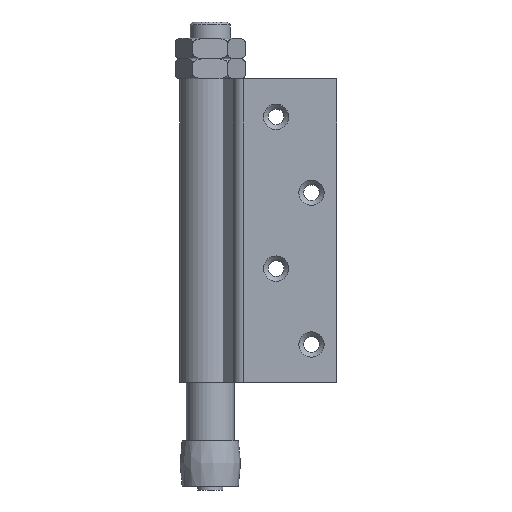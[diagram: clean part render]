
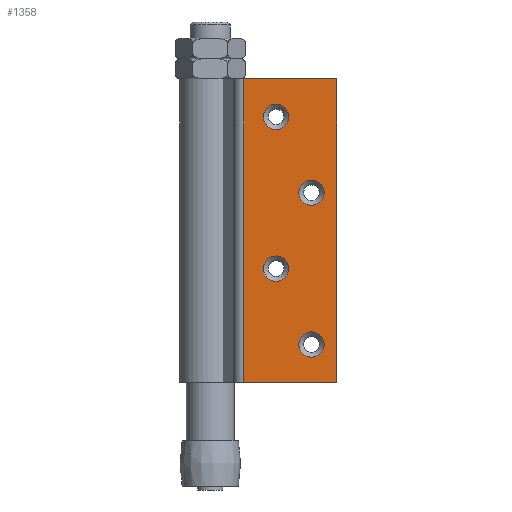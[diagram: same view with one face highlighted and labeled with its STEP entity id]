
A CAD part, front view. The second image highlights one B-rep face of the part: STEP entity #1358.
In plain terms, the highlighted planar face has unit normal (0, -1, 0).
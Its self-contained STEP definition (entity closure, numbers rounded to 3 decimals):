
#91=FACE_BOUND('',#479,.T.);
#92=FACE_BOUND('',#480,.T.);
#93=FACE_BOUND('',#481,.T.);
#94=FACE_BOUND('',#482,.T.);
#186=LINE('',#2777,#269);
#193=LINE('',#2805,#276);
#194=LINE('',#2807,#277);
#196=LINE('',#2810,#279);
#269=VECTOR('',#2059,10.);
#276=VECTOR('',#2084,10.);
#277=VECTOR('',#2087,10.);
#279=VECTOR('',#2091,10.);
#325=PLANE('',#1677);
#394=FACE_OUTER_BOUND('',#478,.T.);
#478=EDGE_LOOP('',(#1243,#1244,#1245,#1246));
#479=EDGE_LOOP('',(#1247,#1248));
#480=EDGE_LOOP('',(#1249,#1250));
#481=EDGE_LOOP('',(#1251,#1252));
#482=EDGE_LOOP('',(#1253,#1254));
#551=CIRCLE('',#1631,5.);
#552=CIRCLE('',#1632,5.);
#556=CIRCLE('',#1638,5.);
#557=CIRCLE('',#1639,5.);
#561=CIRCLE('',#1645,5.);
#562=CIRCLE('',#1646,5.);
#566=CIRCLE('',#1652,5.);
#567=CIRCLE('',#1653,5.);
#673=VERTEX_POINT('',#2690);
#674=VERTEX_POINT('',#2691);
#678=VERTEX_POINT('',#2704);
#679=VERTEX_POINT('',#2705);
#683=VERTEX_POINT('',#2718);
#684=VERTEX_POINT('',#2719);
#688=VERTEX_POINT('',#2732);
#689=VERTEX_POINT('',#2733);
#703=VERTEX_POINT('',#2774);
#704=VERTEX_POINT('',#2776);
#710=VERTEX_POINT('',#2790);
#716=VERTEX_POINT('',#2803);
#840=EDGE_CURVE('',#673,#674,#551,.T.);
#841=EDGE_CURVE('',#674,#673,#552,.T.);
#847=EDGE_CURVE('',#678,#679,#556,.T.);
#848=EDGE_CURVE('',#679,#678,#557,.T.);
#854=EDGE_CURVE('',#683,#684,#561,.T.);
#855=EDGE_CURVE('',#684,#683,#562,.T.);
#861=EDGE_CURVE('',#688,#689,#566,.T.);
#862=EDGE_CURVE('',#689,#688,#567,.T.);
#883=EDGE_CURVE('',#704,#703,#186,.T.);
#898=EDGE_CURVE('',#710,#716,#193,.T.);
#899=EDGE_CURVE('',#703,#710,#194,.T.);
#901=EDGE_CURVE('',#704,#716,#196,.T.);
#1243=ORIENTED_EDGE('',*,*,#898,.T.);
#1244=ORIENTED_EDGE('',*,*,#901,.F.);
#1245=ORIENTED_EDGE('',*,*,#883,.T.);
#1246=ORIENTED_EDGE('',*,*,#899,.T.);
#1247=ORIENTED_EDGE('',*,*,#840,.T.);
#1248=ORIENTED_EDGE('',*,*,#841,.T.);
#1249=ORIENTED_EDGE('',*,*,#847,.T.);
#1250=ORIENTED_EDGE('',*,*,#848,.T.);
#1251=ORIENTED_EDGE('',*,*,#854,.T.);
#1252=ORIENTED_EDGE('',*,*,#855,.T.);
#1253=ORIENTED_EDGE('',*,*,#861,.T.);
#1254=ORIENTED_EDGE('',*,*,#862,.T.);
#1358=ADVANCED_FACE('',(#394,#91,#92,#93,#94),#325,.T.);
#1631=AXIS2_PLACEMENT_3D('',#2692,#1968,#1969);
#1632=AXIS2_PLACEMENT_3D('',#2693,#1970,#1971);
#1638=AXIS2_PLACEMENT_3D('',#2706,#1984,#1985);
#1639=AXIS2_PLACEMENT_3D('',#2707,#1986,#1987);
#1645=AXIS2_PLACEMENT_3D('',#2720,#2000,#2001);
#1646=AXIS2_PLACEMENT_3D('',#2721,#2002,#2003);
#1652=AXIS2_PLACEMENT_3D('',#2734,#2016,#2017);
#1653=AXIS2_PLACEMENT_3D('',#2735,#2018,#2019);
#1677=AXIS2_PLACEMENT_3D('',#2809,#2089,#2090);
#1968=DIRECTION('center_axis',(0.,1.,0.));
#1969=DIRECTION('ref_axis',(1.,0.,0.));
#1970=DIRECTION('center_axis',(0.,1.,0.));
#1971=DIRECTION('ref_axis',(1.,0.,0.));
#1984=DIRECTION('center_axis',(0.,1.,0.));
#1985=DIRECTION('ref_axis',(1.,0.,0.));
#1986=DIRECTION('center_axis',(0.,1.,0.));
#1987=DIRECTION('ref_axis',(1.,0.,0.));
#2000=DIRECTION('center_axis',(0.,1.,0.));
#2001=DIRECTION('ref_axis',(1.,0.,0.));
#2002=DIRECTION('center_axis',(0.,1.,0.));
#2003=DIRECTION('ref_axis',(1.,0.,0.));
#2016=DIRECTION('center_axis',(0.,1.,0.));
#2017=DIRECTION('ref_axis',(1.,0.,0.));
#2018=DIRECTION('center_axis',(0.,1.,0.));
#2019=DIRECTION('ref_axis',(1.,0.,0.));
#2059=DIRECTION('',(1.,0.,0.));
#2084=DIRECTION('',(-1.,0.,0.));
#2087=DIRECTION('',(0.,0.,1.));
#2089=DIRECTION('center_axis',(0.,-1.,0.));
#2090=DIRECTION('ref_axis',(0.,0.,-1.));
#2091=DIRECTION('',(0.,0.,1.));
#2690=CARTESIAN_POINT('',(45.,-37.,75.));
#2691=CARTESIAN_POINT('',(35.,-37.,75.));
#2692=CARTESIAN_POINT('Origin',(40.,-37.,75.));
#2693=CARTESIAN_POINT('Origin',(40.,-37.,75.));
#2704=CARTESIAN_POINT('',(31.,-37.,105.));
#2705=CARTESIAN_POINT('',(21.,-37.,105.));
#2706=CARTESIAN_POINT('Origin',(26.,-37.,105.));
#2707=CARTESIAN_POINT('Origin',(26.,-37.,105.));
#2718=CARTESIAN_POINT('',(31.,-37.,45.));
#2719=CARTESIAN_POINT('',(21.,-37.,45.));
#2720=CARTESIAN_POINT('Origin',(26.,-37.,45.));
#2721=CARTESIAN_POINT('Origin',(26.,-37.,45.));
#2732=CARTESIAN_POINT('',(45.,-37.,15.));
#2733=CARTESIAN_POINT('',(35.,-37.,15.));
#2734=CARTESIAN_POINT('Origin',(40.,-37.,15.));
#2735=CARTESIAN_POINT('Origin',(40.,-37.,15.));
#2774=CARTESIAN_POINT('',(50.,-37.,0.));
#2776=CARTESIAN_POINT('',(13.161,-37.,0.));
#2777=CARTESIAN_POINT('',(13.161,-37.,0.));
#2790=CARTESIAN_POINT('',(50.,-37.,120.));
#2803=CARTESIAN_POINT('',(13.161,-37.,120.));
#2805=CARTESIAN_POINT('',(13.161,-37.,120.));
#2807=CARTESIAN_POINT('',(50.,-37.,0.));
#2809=CARTESIAN_POINT('Origin',(50.,-37.,0.));
#2810=CARTESIAN_POINT('',(13.161,-37.,0.));
